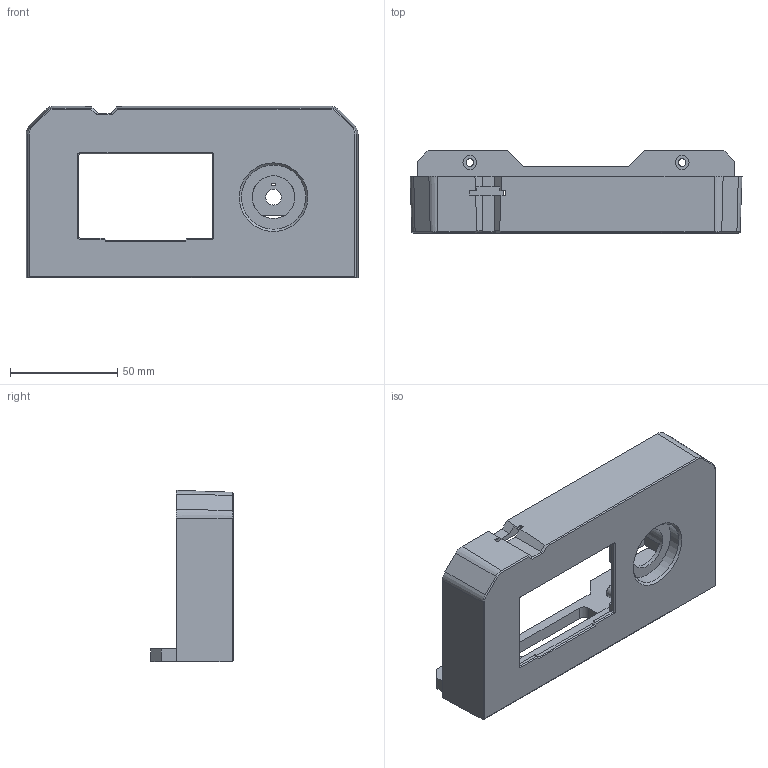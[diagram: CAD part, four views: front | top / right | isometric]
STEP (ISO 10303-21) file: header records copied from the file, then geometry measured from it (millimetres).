
FILE_DESCRIPTION( ( '' ), ' ' );
FILE_NAME( '5e45fdccc15f6115a749204a.step', '2020-02-14T01:54:20', ( '' ), ( '' ), ' ', ' ', ' ' );
FILE_SCHEMA( ( 'AUTOMOTIVE_DESIGN { 1 0 10303 214 1 1 1 1 }' ) );
Length unit declared in the file: metre
Products named in the file (1): Replicator2-Evo-front
Bounding box: 154.85 x 38.5 x 79.93 mm (x, y, z)
Volume: 74275.5 mm3; surface area: 50673.6 mm2
Topology: 1 solids, 1 shells, 223 faces, 586 edges, 383 vertices
Faces by surface type: plane 150, cylinder 43, cone 30
Full cylindrical faces by diameter (mm): 2.4 x2, 2.6 x6, 2.8 x2, 3.1 x4, 3.5 x2, 6.4 x6, 6.5 x2, 7.4 x1, 20 x1, 30 x1
Entity records: 8224 total; most frequent: CARTESIAN_POINT 1102, DIRECTION 1086, ORIENTED_EDGE 1038, EDGE_CURVE 519, LINE 400, VECTOR 400, VERTEX_POINT 359, AXIS2_PLACEMENT_3D 343
